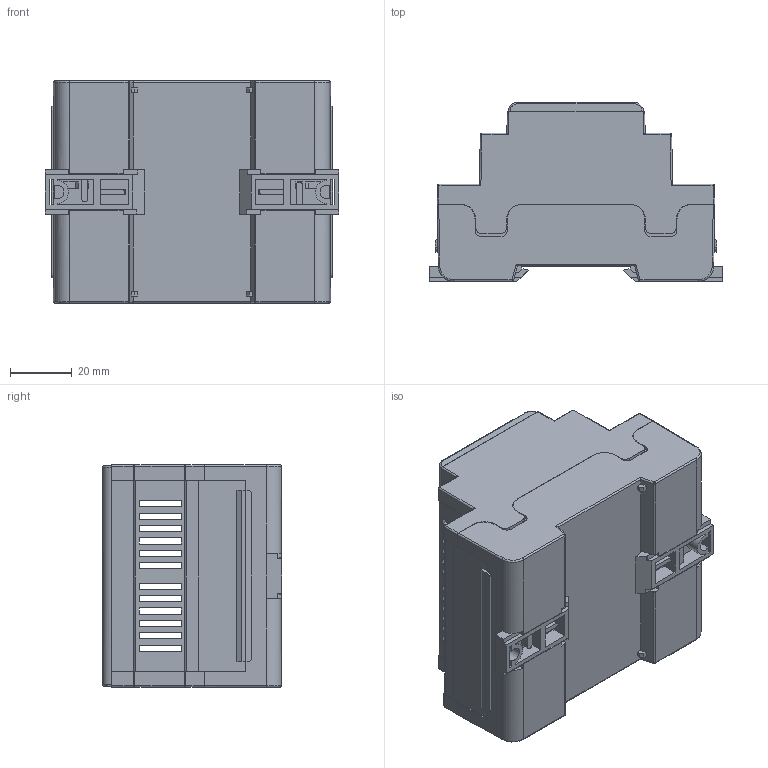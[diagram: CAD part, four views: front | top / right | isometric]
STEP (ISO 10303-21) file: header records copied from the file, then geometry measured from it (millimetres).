
FILE_DESCRIPTION (( 'STEP AP203' ), '1' );
FILE_NAME ('449-340-50.STEP', '2021-08-24T13:00:01', ( '' ), ( '' ), 'SwSTEP 2.0', 'SolidWorks 2018', '' );
FILE_SCHEMA (( 'CONFIG_CONTROL_DESIGN' ));
Length unit declared in the file: centimetre
Products named in the file (5): 044934011; 044900400_044900400; 449-340-50; 044934051; 044900300
Assembly tree (6 placements, depth 2):
  449-340-50
    044934051
    044934011
    044900300  x2
    044900400_044900400  x2
Bounding box: 95 x 58 x 72 mm (x, y, z)
Volume: 51242.5 mm3; surface area: 72983.4 mm2
Topology: 6 solids, 6 shells, 1079 faces, 2976 edges, 1932 vertices
Faces by surface type: plane 919, cylinder 136, sphere 12, bspline 4, cone 4, torus 4
Entity records: 27682 total; most frequent: CARTESIAN_POINT 5050, ORIENTED_EDGE 4742, DIRECTION 4271, EDGE_CURVE 2371, LINE 2097, VECTOR 2097, VERTEX_POINT 1546, AXIS2_PLACEMENT_3D 1087
